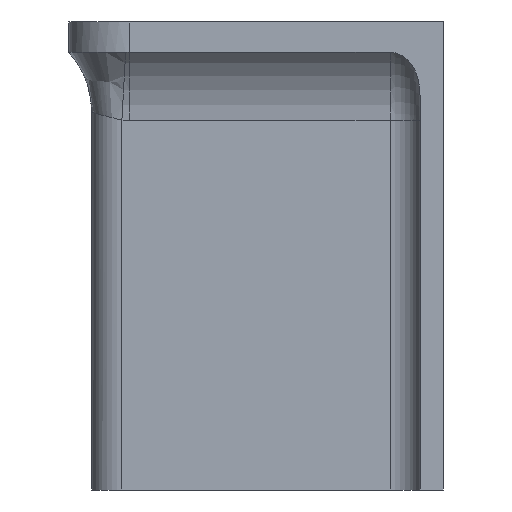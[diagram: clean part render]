
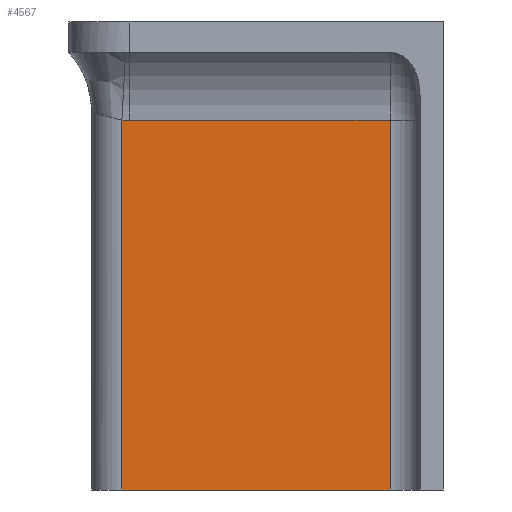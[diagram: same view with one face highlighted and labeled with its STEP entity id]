
A CAD part, left-side view. The second image highlights one B-rep face of the part: STEP entity #4567.
In plain terms, the highlighted planar face has unit normal (-1, 0, 0).
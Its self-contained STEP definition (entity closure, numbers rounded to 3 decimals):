
#423 = VERTEX_POINT ( 'NONE', #4839 ) ;
#553 = B_SPLINE_CURVE_WITH_KNOTS ( 'NONE', 3,
 ( #1101, #3895, #5709, #1134 ),
 .UNSPECIFIED., .F., .F.,
 ( 4, 4 ),
 ( 0., 0.003 ),
 .UNSPECIFIED. ) ;
#1068 = AXIS2_PLACEMENT_3D ( 'NONE', #5871, #1376, #3606 ) ;
#1101 = CARTESIAN_POINT ( 'NONE',  ( -126., 50., 146.19 ) ) ;
#1134 = CARTESIAN_POINT ( 'NONE',  ( -126., 53., 146.272 ) ) ;
#1376 = DIRECTION ( 'NONE',  ( 1., 0., 0. ) ) ;
#1421 = VERTEX_POINT ( 'NONE', #1741 ) ;
#1485 = CARTESIAN_POINT ( 'NONE',  ( -126., 53., 0. ) ) ;
#1540 = EDGE_CURVE ( 'NONE', #1754, #4109, #5173, .T. ) ;
#1741 = CARTESIAN_POINT ( 'NONE',  ( -126., -53., 0. ) ) ;
#1754 = VERTEX_POINT ( 'NONE', #3101 ) ;
#2046 = DIRECTION ( 'NONE',  ( 0., -1., 0. ) ) ;
#2422 = CARTESIAN_POINT ( 'NONE',  ( -126., 65., 0. ) ) ;
#2483 = ORIENTED_EDGE ( 'NONE', *, *, #5164, .T. ) ;
#2515 = ORIENTED_EDGE ( 'NONE', *, *, #1540, .T. ) ;
#2629 = EDGE_CURVE ( 'NONE', #4031, #1421, #5678, .T. ) ;
#2806 = VECTOR ( 'NONE', #2046, 1000. ) ;
#3048 = EDGE_CURVE ( 'NONE', #1421, #1754, #5551, .T. ) ;
#3101 = CARTESIAN_POINT ( 'NONE',  ( -126., -53., 146.19 ) ) ;
#3120 = DIRECTION ( 'NONE',  ( 0., 0., -1. ) ) ;
#3288 = CARTESIAN_POINT ( 'NONE',  ( -126., -53., 185. ) ) ;
#3326 = CARTESIAN_POINT ( 'NONE',  ( -126., 65., 146.19 ) ) ;
#3606 = DIRECTION ( 'NONE',  ( 0., 1., 0. ) ) ;
#3614 = VECTOR ( 'NONE', #3120, 1000. ) ;
#3815 = ORIENTED_EDGE ( 'NONE', *, *, #4875, .T. ) ;
#3895 = CARTESIAN_POINT ( 'NONE',  ( -126., 51.001, 146.19 ) ) ;
#3985 = CARTESIAN_POINT ( 'NONE',  ( -126., 53., 185. ) ) ;
#4031 = VERTEX_POINT ( 'NONE', #1485 ) ;
#4090 = ORIENTED_EDGE ( 'NONE', *, *, #2629, .T. ) ;
#4109 = VERTEX_POINT ( 'NONE', #4733 ) ;
#4274 = DIRECTION ( 'NONE',  ( 0., 0., 1. ) ) ;
#4567 = ADVANCED_FACE ( 'NONE', ( #5097 ), #4622, .F. ) ;
#4622 = PLANE ( 'NONE',  #1068 ) ;
#4733 = CARTESIAN_POINT ( 'NONE',  ( -126., 50., 146.19 ) ) ;
#4839 = CARTESIAN_POINT ( 'NONE',  ( -126., 53., 146.272 ) ) ;
#4875 = EDGE_CURVE ( 'NONE', #423, #4031, #5721, .T. ) ;
#4926 = EDGE_LOOP ( 'NONE', ( #4090, #4948, #2515, #2483, #3815 ) ) ;
#4948 = ORIENTED_EDGE ( 'NONE', *, *, #3048, .T. ) ;
#5097 = FACE_OUTER_BOUND ( 'NONE', #4926, .T. ) ;
#5103 = VECTOR ( 'NONE', #4274, 1000. ) ;
#5139 = DIRECTION ( 'NONE',  ( 0., 1., 0. ) ) ;
#5164 = EDGE_CURVE ( 'NONE', #4109, #423, #553, .T. ) ;
#5173 = LINE ( 'NONE', #3326, #5876 ) ;
#5551 = LINE ( 'NONE', #3288, #5103 ) ;
#5678 = LINE ( 'NONE', #2422, #2806 ) ;
#5709 = CARTESIAN_POINT ( 'NONE',  ( -126., 52.001, 146.218 ) ) ;
#5721 = LINE ( 'NONE', #3985, #3614 ) ;
#5871 = CARTESIAN_POINT ( 'NONE',  ( -126., 65., 185. ) ) ;
#5876 = VECTOR ( 'NONE', #5139, 1000. ) ;
